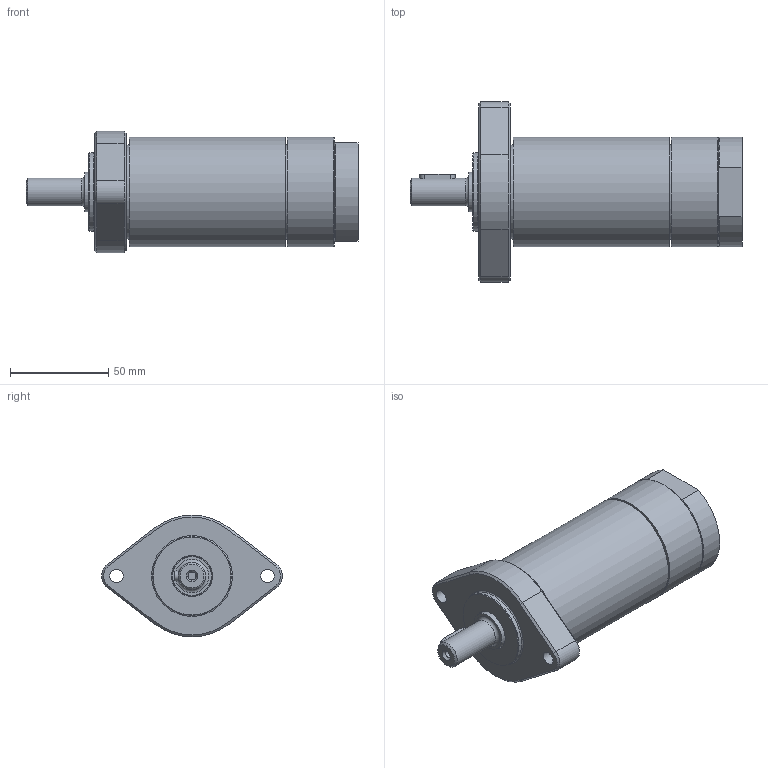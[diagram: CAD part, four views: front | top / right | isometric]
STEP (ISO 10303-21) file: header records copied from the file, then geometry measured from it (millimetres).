
FILE_DESCRIPTION(/* description */ (''),/* implementation_level */ '2;1');
FILE_NAME(/* name */ 'MRD 55-2200 F77_29906317.stp',/* time_stamp */ '2018-11-19T13:33:12+01:00',/* author */ ('flambert'),/* organization */ (''),/* preprocessor_version */ 'ST-DEVELOPER v17',/* originating_system */ 'Autodesk Inventor 2018',/* authorisation */ '');
FILE_SCHEMA (('AUTOMOTIVE_DESIGN { 1 0 10303 214 3 1 1 }'));
Length unit declared in the file: millimetre
Products named in the file (1): MRD 55-2200 F77_29906317
Bounding box: 169.2 x 91.95 x 62 mm (x, y, z)
Volume: 352050.9 mm3; surface area: 39632.2 mm2
Topology: 1 solids, 6 shells, 191 faces, 480 edges, 317 vertices
Faces by surface type: plane 114, cone 29, cylinder 28, torus 13, bspline 7
Full cylindrical faces by diameter (mm): 4 x1, 4.134 x1, 7 x2, 11.445 x1, 14 x1, 14.95 x1, 19.95 x1, 21 x1, 21.252 x1, 23.543 x1, 26 x3, 40 x1, 48.178 x2, 48.376 x1, 56 x2
Entity records: 6107 total; most frequent: CARTESIAN_POINT 1167, DIRECTION 978, ORIENTED_EDGE 956, EDGE_CURVE 478, AXIS2_PLACEMENT_3D 349, VERTEX_POINT 317, LINE 280, VECTOR 280
